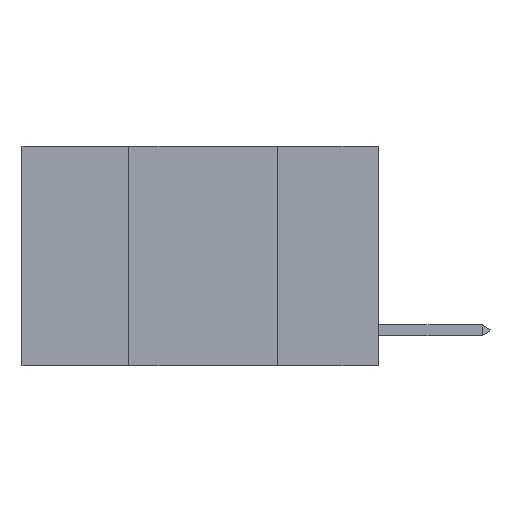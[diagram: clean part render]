
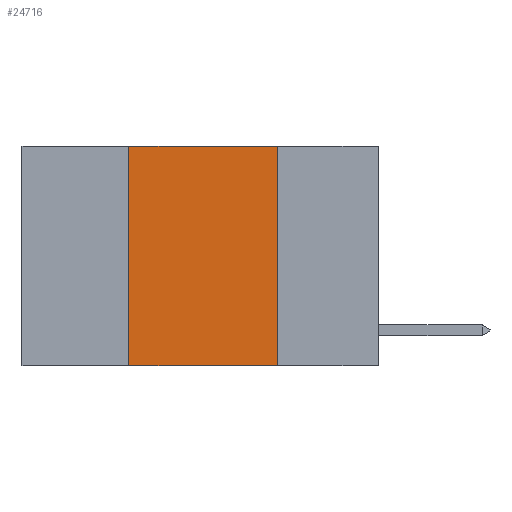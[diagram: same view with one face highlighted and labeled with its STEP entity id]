
A CAD part, left-side view. The second image highlights one B-rep face of the part: STEP entity #24716.
In plain terms, the highlighted planar face has unit normal (-1, 0, 0).
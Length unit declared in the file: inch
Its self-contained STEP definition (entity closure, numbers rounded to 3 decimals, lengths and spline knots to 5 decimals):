
#1305 = EDGE_CURVE ( 'NONE', #17740, #26050, #2231, .T. ) ;
#2231 = LINE ( 'NONE', #25495, #4443 ) ;
#2875 = CARTESIAN_POINT ( 'NONE',  ( 0., 0.42, 0. ) ) ;
#3508 = EDGE_LOOP ( 'NONE', ( #12406, #4299, #10126, #21739 ) ) ;
#4299 = ORIENTED_EDGE ( 'NONE', *, *, #1305, .F. ) ;
#4375 = EDGE_CURVE ( 'NONE', #26050, #10672, #25379, .T. ) ;
#4432 = VECTOR ( 'NONE', #8553, 39.37008 ) ;
#4443 = VECTOR ( 'NONE', #12014, 39.37008 ) ;
#6392 = EDGE_CURVE ( 'NONE', #26002, #17740, #10589, .T. ) ;
#6437 = PLANE ( 'NONE',  #8860 ) ;
#8553 = DIRECTION ( 'NONE',  ( 0., 0., 1. ) ) ;
#8860 = AXIS2_PLACEMENT_3D ( 'NONE', #24926, #26980, #15643 ) ;
#10126 = ORIENTED_EDGE ( 'NONE', *, *, #6392, .F. ) ;
#10365 = CARTESIAN_POINT ( 'NONE',  ( 0., 0.42, -0.37 ) ) ;
#10589 = LINE ( 'NONE', #10830, #4432 ) ;
#10672 = VERTEX_POINT ( 'NONE', #22593 ) ;
#10830 = CARTESIAN_POINT ( 'NONE',  ( 0., 0.42, 0. ) ) ;
#12014 = DIRECTION ( 'NONE',  ( 0., -1., 0. ) ) ;
#12406 = ORIENTED_EDGE ( 'NONE', *, *, #4375, .F. ) ;
#13495 = VECTOR ( 'NONE', #23275, 39.37008 ) ;
#13562 = EDGE_CURVE ( 'NONE', #26002, #10672, #20446, .T. ) ;
#14015 = VECTOR ( 'NONE', #28314, 39.37008 ) ;
#15643 = DIRECTION ( 'NONE',  ( 0., 0., -1. ) ) ;
#17122 = FACE_OUTER_BOUND ( 'NONE', #3508, .T. ) ;
#17740 = VERTEX_POINT ( 'NONE', #2875 ) ;
#20446 = LINE ( 'NONE', #20916, #13495 ) ;
#20490 = CARTESIAN_POINT ( 'NONE',  ( 0., 0.17, 0. ) ) ;
#20916 = CARTESIAN_POINT ( 'NONE',  ( 0., 0.6, -0.37 ) ) ;
#21739 = ORIENTED_EDGE ( 'NONE', *, *, #13562, .T. ) ;
#22593 = CARTESIAN_POINT ( 'NONE',  ( 0., 0.17, -0.37 ) ) ;
#22648 = CARTESIAN_POINT ( 'NONE',  ( 0., 0.17, 0. ) ) ;
#23275 = DIRECTION ( 'NONE',  ( 0., -1., 0. ) ) ;
#24716 = ADVANCED_FACE ( 'NONE', ( #17122 ), #6437, .F. ) ;
#24926 = CARTESIAN_POINT ( 'NONE',  ( 0., 0.6, 0. ) ) ;
#25379 = LINE ( 'NONE', #20490, #14015 ) ;
#25495 = CARTESIAN_POINT ( 'NONE',  ( 0., 0.6, 0. ) ) ;
#26002 = VERTEX_POINT ( 'NONE', #10365 ) ;
#26050 = VERTEX_POINT ( 'NONE', #22648 ) ;
#26980 = DIRECTION ( 'NONE',  ( 1., 0., 0. ) ) ;
#28314 = DIRECTION ( 'NONE',  ( 0., 0., -1. ) ) ;
